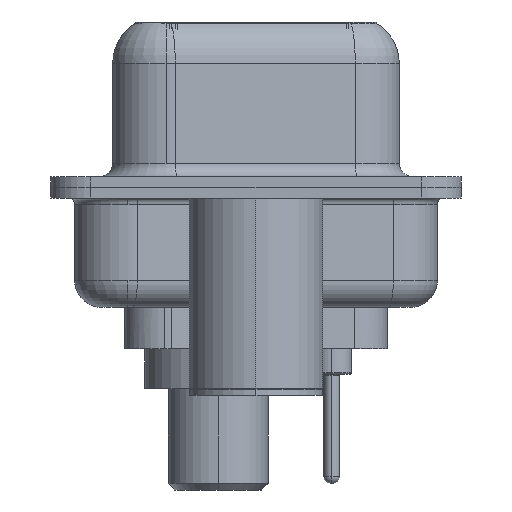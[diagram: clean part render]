
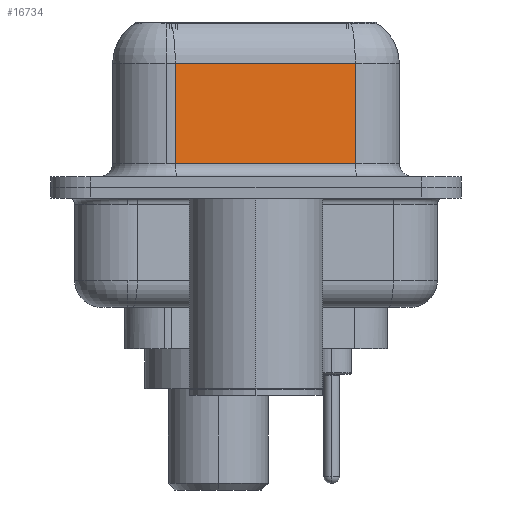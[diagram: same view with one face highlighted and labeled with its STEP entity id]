
A CAD part, left-side view. The second image highlights one B-rep face of the part: STEP entity #16734.
In plain terms, the highlighted planar face has unit normal (-0.985, -0.174, 0).
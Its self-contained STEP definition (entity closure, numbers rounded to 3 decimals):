
#558 = FACE_OUTER_BOUND ( 'NONE', #27476, .T. ) ;
#631 = DIRECTION ( 'NONE',  ( 0.985, 0.174, 0. ) ) ;
#1581 = VERTEX_POINT ( 'NONE', #27956 ) ;
#4532 = ORIENTED_EDGE ( 'NONE', *, *, #8420, .T. ) ;
#5382 = LINE ( 'NONE', #24855, #10531 ) ;
#6911 = VECTOR ( 'NONE', #24425, 1000. ) ;
#8420 = EDGE_CURVE ( 'NONE', #19204, #1581, #20428, .T. ) ;
#8520 = EDGE_CURVE ( 'NONE', #15672, #1581, #31128, .T. ) ;
#8658 = EDGE_CURVE ( 'NONE', #14148, #19204, #19593, .T. ) ;
#10531 = VECTOR ( 'NONE', #22293, 1000. ) ;
#12523 = CARTESIAN_POINT ( 'NONE',  ( 4.43, 3.028, 4.65 ) ) ;
#13327 = ORIENTED_EDGE ( 'NONE', *, *, #8520, .F. ) ;
#14148 = VERTEX_POINT ( 'NONE', #12523 ) ;
#15559 = CARTESIAN_POINT ( 'NONE',  ( 5.621, -3.722, 6.4 ) ) ;
#15672 = VERTEX_POINT ( 'NONE', #16080 ) ;
#16080 = CARTESIAN_POINT ( 'NONE',  ( 5.621, -3.722, 4.65 ) ) ;
#16242 = ORIENTED_EDGE ( 'NONE', *, *, #8658, .T. ) ;
#16734 = ADVANCED_FACE ( 'NONE', ( #558 ), #21257, .F. ) ;
#18202 = DIRECTION ( 'NONE',  ( 0., 0., -1. ) ) ;
#18318 = CARTESIAN_POINT ( 'NONE',  ( 4.43, 3.028, 6.4 ) ) ;
#18525 = CARTESIAN_POINT ( 'NONE',  ( 4.43, 3.028, 0.9 ) ) ;
#18749 = ORIENTED_EDGE ( 'NONE', *, *, #27477, .T. ) ;
#19204 = VERTEX_POINT ( 'NONE', #18525 ) ;
#19593 = LINE ( 'NONE', #18318, #6911 ) ;
#19685 = AXIS2_PLACEMENT_3D ( 'NONE', #23815, #631, #31021 ) ;
#20428 = LINE ( 'NONE', #32796, #30748 ) ;
#20810 = VECTOR ( 'NONE', #18202, 1000. ) ;
#21257 = PLANE ( 'NONE',  #19685 ) ;
#22293 = DIRECTION ( 'NONE',  ( -0.174, 0.985, 0. ) ) ;
#22585 = DIRECTION ( 'NONE',  ( 0.174, -0.985, 0. ) ) ;
#23815 = CARTESIAN_POINT ( 'NONE',  ( 5.621, -3.722, 6.4 ) ) ;
#24425 = DIRECTION ( 'NONE',  ( 0., 0., -1. ) ) ;
#24855 = CARTESIAN_POINT ( 'NONE',  ( 5.621, -3.722, 4.65 ) ) ;
#27476 = EDGE_LOOP ( 'NONE', ( #13327, #18749, #16242, #4532 ) ) ;
#27477 = EDGE_CURVE ( 'NONE', #15672, #14148, #5382, .T. ) ;
#27956 = CARTESIAN_POINT ( 'NONE',  ( 5.621, -3.722, 0.9 ) ) ;
#30748 = VECTOR ( 'NONE', #22585, 1000. ) ;
#31021 = DIRECTION ( 'NONE',  ( -0.174, 0.985, 0. ) ) ;
#31128 = LINE ( 'NONE', #15559, #20810 ) ;
#32796 = CARTESIAN_POINT ( 'NONE',  ( 5.621, -3.722, 0.9 ) ) ;
